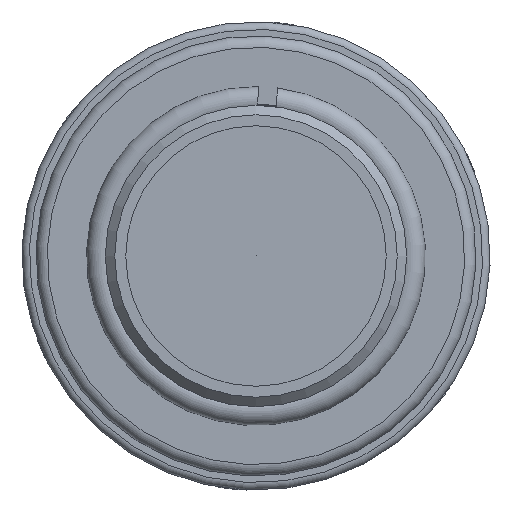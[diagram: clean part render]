
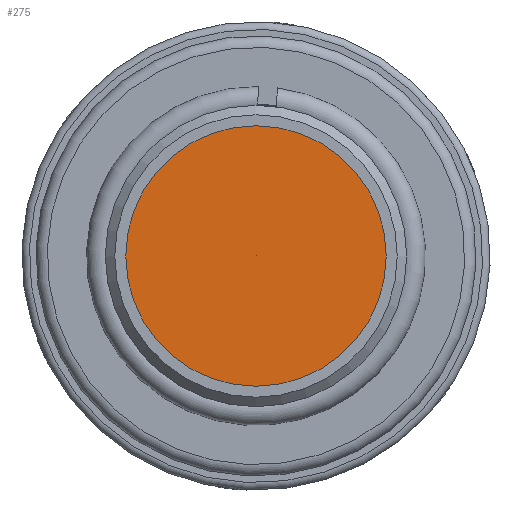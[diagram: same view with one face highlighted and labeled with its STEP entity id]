
A CAD part, left-side view. The second image highlights one B-rep face of the part: STEP entity #275.
In plain terms, the highlighted conical face has half-angle 89.944 degrees and reference radius 3.447 mm.
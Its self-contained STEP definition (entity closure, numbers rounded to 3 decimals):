
#73=CARTESIAN_POINT('',(0.0,6.894,0.0));
#74=VERTEX_POINT('',#73);
#75=CARTESIAN_POINT('',(-0.007,0.,0.0));
#76=DIRECTION('',(1.,-0.001,0.0));
#77=DIRECTION('',(0.001,1.,0.0));
#78=AXIS2_PLACEMENT_3D('',#75,#76,#77);
#79=CIRCLE('',#78,6.894);
#80=EDGE_CURVE('',#74,#74,#79,.T.);
#267=CARTESIAN_POINT('',(-0.003,0.,0.0));
#268=DIRECTION('',(-1.,0.001,0.0));
#269=DIRECTION('',(0.001,1.,0.0));
#270=AXIS2_PLACEMENT_3D('',#267,#268,#269);
#271=CONICAL_SURFACE('',#270,3.447,89.944);
#272=ORIENTED_EDGE('',*,*,#80,.F.);
#273=EDGE_LOOP('',(#272));
#274=FACE_OUTER_BOUND('',#273,.T.);
#275=ADVANCED_FACE('',(#274),#271,.F.);
